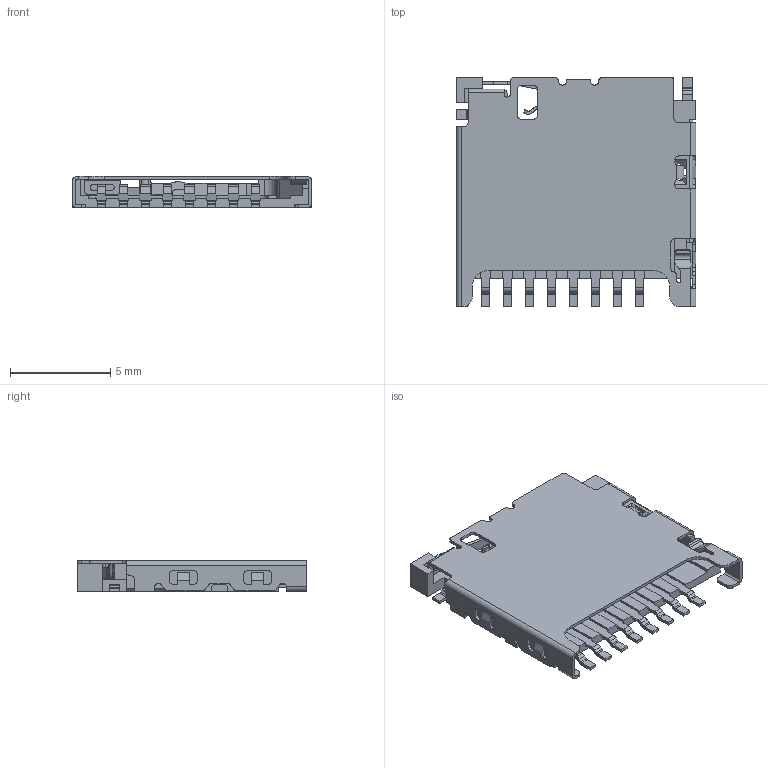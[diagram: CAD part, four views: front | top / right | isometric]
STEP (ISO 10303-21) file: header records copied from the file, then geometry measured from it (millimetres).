
FILE_DESCRIPTION(('OneSpaceDesigner STEP Export'),'2;1');
FILE_NAME('DM3D-SF.stp','2008-06-30T10:32:45',(''),(''),'OneSpace Designer STEP processor for AP214 (Solid Model)','OneSpace Modeling 15.00A 14-Mar-2007 (C) CoCreate Software GmbH','');
FILE_SCHEMA(('AUTOMOTIVE_DESIGN { 1 0 10303 214 1 1 1 1 }'));
Length unit declared in the file: millimetre
Products named in the file (1): DM3D
Bounding box: 11.95 x 11.45 x 1.55 mm (x, y, z)
Volume: 65.2 mm3; surface area: 523.2 mm2
Topology: 10 solids, 33 shells, 957 faces, 2627 edges, 1701 vertices
Faces by surface type: plane 621, cylinder 321, bspline 13, extrusion 2
Entity records: 30996 total; most frequent: CARTESIAN_POINT 6721, ORIENTED_EDGE 5370, DIRECTION 4860, EDGE_CURVE 2627, VECTOR 1844, LINE 1842, VERTEX_POINT 1701, AXIS2_PLACEMENT_3D 1508
